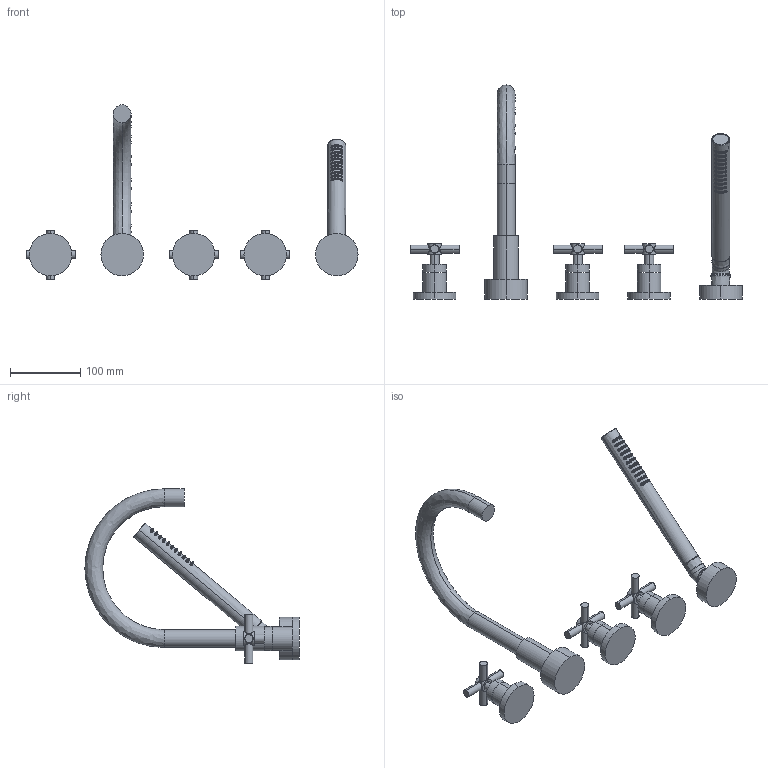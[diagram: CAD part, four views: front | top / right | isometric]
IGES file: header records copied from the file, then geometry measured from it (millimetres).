
Start section:  PTC IGES file: 3-997.igs
Global section: file name: 3-997.igs; native system: Creo Parametric by PTC Inc.; preprocessor: 2018400; author: jinson.thomas; organization: Unknown; date: 20210316.142334; units: inch
Bounding box: 471.49 x 304.23 x 247.65 mm (x, y, z)
Volume: 788633.4 mm3; surface area: 144463.7 mm2
Topology: 6 solids, 6 shells, 924 faces, 1998 edges, 1212 vertices
Faces by surface type: bspline 600, revolution 324
